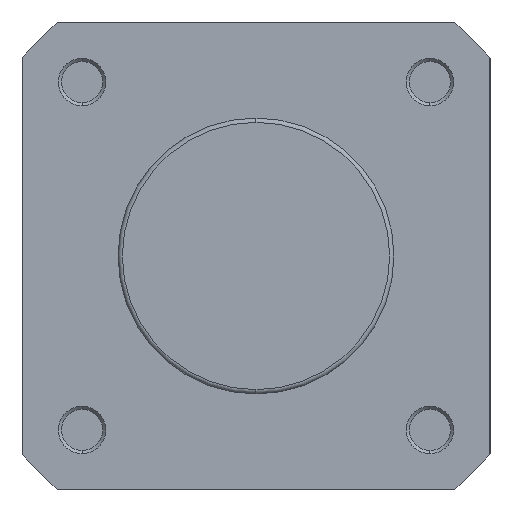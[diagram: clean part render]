
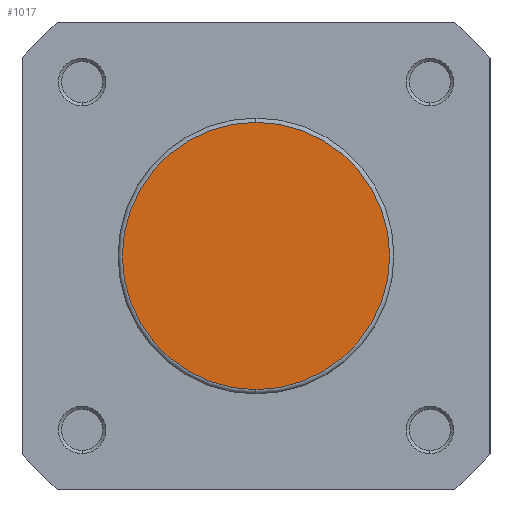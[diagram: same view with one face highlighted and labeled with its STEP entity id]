
A CAD part, left-side view. The second image highlights one B-rep face of the part: STEP entity #1017.
In plain terms, the highlighted planar face has unit normal (-1, 0, 0).
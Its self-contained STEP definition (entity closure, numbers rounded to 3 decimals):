
#113 = CARTESIAN_POINT ( 'NONE',  ( 0., 0., 21.7 ) ) ;
#127 = CARTESIAN_POINT ( 'NONE',  ( 0., 0., -21.7 ) ) ;
#758 = CARTESIAN_POINT ( 'NONE',  ( 0., 0., 0. ) ) ;
#765 = DIRECTION ( 'NONE',  ( -1., 0., 0. ) ) ;
#766 = DIRECTION ( 'NONE',  ( 0., 0., -1. ) ) ;
#812 = CARTESIAN_POINT ( 'NONE',  ( 0., 0., 0. ) ) ;
#814 = DIRECTION ( 'NONE',  ( -1., 0., 0. ) ) ;
#815 = DIRECTION ( 'NONE',  ( 0., 0., -1. ) ) ;
#1017 = ADVANCED_FACE ( 'NONE', ( #4695 ), #1438, .F. ) ;
#1437 = CARTESIAN_POINT ( 'NONE',  ( 0., 22.4, 0. ) ) ;
#1438 = PLANE ( 'NONE',  #4989 ) ;
#1441 = DIRECTION ( 'NONE',  ( 1., 0., 0. ) ) ;
#1442 = DIRECTION ( 'NONE',  ( 0., 0., -1. ) ) ;
#3140 = CIRCLE ( 'NONE', #3645, 21.7 ) ;
#3166 = CIRCLE ( 'NONE', #3659, 21.7 ) ;
#3645 = AXIS2_PLACEMENT_3D ( 'NONE', #758, #765, #766 ) ;
#3659 = AXIS2_PLACEMENT_3D ( 'NONE', #812, #814, #815 ) ;
#4065 = ORIENTED_EDGE ( 'NONE', *, *, #5490, .T. ) ;
#4066 = ORIENTED_EDGE ( 'NONE', *, *, #5508, .T. ) ;
#4491 = EDGE_LOOP ( 'NONE', ( #4066, #4065 ) ) ;
#4695 = FACE_OUTER_BOUND ( 'NONE', #4491, .T. ) ;
#4989 = AXIS2_PLACEMENT_3D ( 'NONE', #1437, #1441, #1442 ) ;
#5237 = VERTEX_POINT ( 'NONE', #113 ) ;
#5255 = VERTEX_POINT ( 'NONE', #127 ) ;
#5490 = EDGE_CURVE ( 'NONE', #5237, #5255, #3140, .T. ) ;
#5508 = EDGE_CURVE ( 'NONE', #5255, #5237, #3166, .T. ) ;
